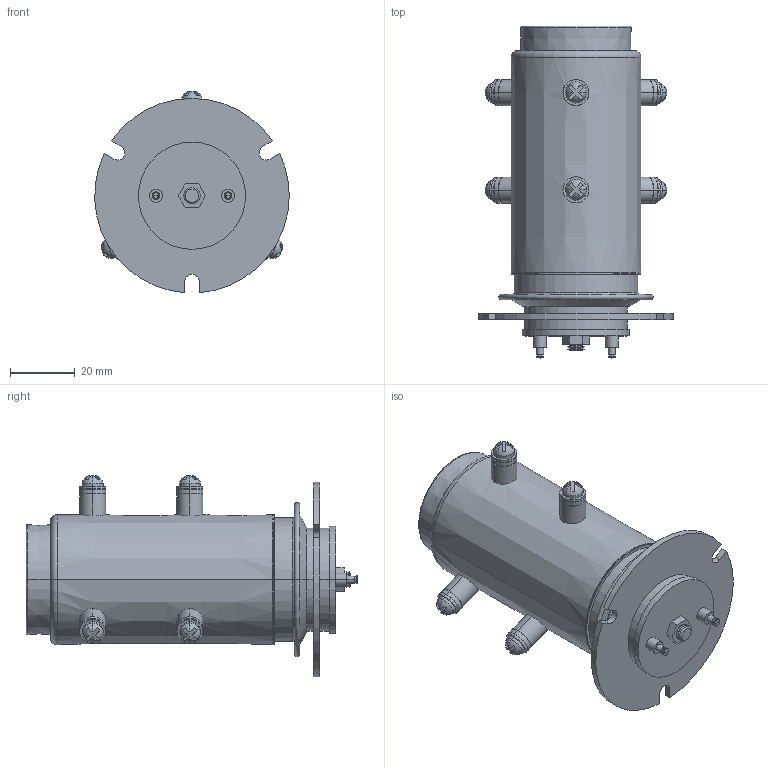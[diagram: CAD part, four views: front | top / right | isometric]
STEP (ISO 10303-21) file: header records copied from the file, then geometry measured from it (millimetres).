
FILE_DESCRIPTION (( 'STEP AP214' ), '1' );
FILE_NAME ('V23-WF.STEP', '2023-08-20T10:56:56', ( '' ), ( '' ), 'SwSTEP 2.0', 'SolidWorks 2021', '' );
FILE_SCHEMA (( 'AUTOMOTIVE_DESIGN' ));
Length unit declared in the file: millimetre
Products named in the file (3): JPK-11-1; V23-WF; JPK-11-5-3
Assembly tree (7 placements, depth 2):
  V23-WF
    JPK-11-1
    JPK-11-5-3  x6
Bounding box: 59.96 x 102.31 x 62.1 mm (x, y, z)
Volume: 120319.2 mm3; surface area: 21670.8 mm2
Topology: 7 solids, 10 shells, 336 faces, 725 edges, 420 vertices
Faces by surface type: cone 126, cylinder 93, plane 93, torus 12, sphere 12
Entity records: 8765 total; most frequent: CARTESIAN_POINT 1593, DIRECTION 1443, ORIENTED_EDGE 1162, AXIS2_PLACEMENT_3D 588, EDGE_CURVE 581, VERTEX_POINT 330, CIRCLE 302, EDGE_LOOP 297
